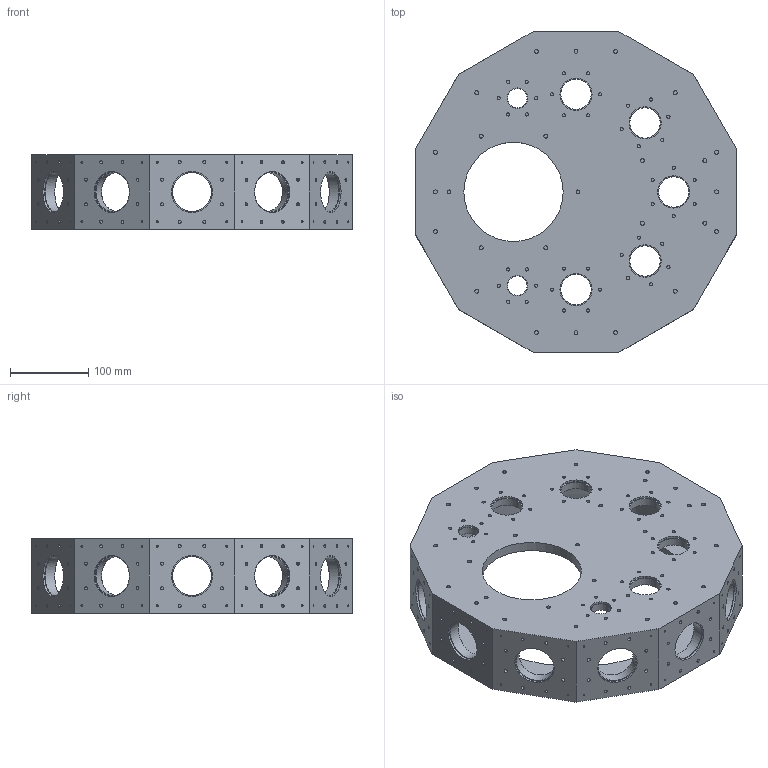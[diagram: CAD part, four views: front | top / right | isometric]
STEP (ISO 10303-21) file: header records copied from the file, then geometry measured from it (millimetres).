
FILE_DESCRIPTION(('FreeCAD Model'),'2;1');
FILE_NAME('fc_collar.step','2021-02-22T18:15:49',('SaeWoo Nam'),('NIST'), 'Open CASCADE STEP processor 7.3','FreeCAD','Unknown');
FILE_SCHEMA(('AUTOMOTIVE_DESIGN { 1 0 10303 214 1 1 1 1 }'));
Length unit declared in the file: millimetre
Products named in the file (1): collar
Bounding box: 410.52 x 410.52 x 95.25 mm (x, y, z)
Volume: 3452951.4 mm3; surface area: 556029.1 mm2
Topology: 1 solids, 1 shells, 561 faces, 889 edges, 593 vertices
Faces by surface type: cylinder 283, plane 278
Full cylindrical faces by diameter (mm): 2.261 x65, 4.039 x138, 5 x6, 5.105 x20, 8.5 x12, 24.892 x2, 26.2 x2, 38.862 x5, 41.2 x5, 50.038 x12, 52.324 x12, 127 x1, 311.632 x1, 318.008 x1, 380 x1
Entity records: 14557 total; most frequent: CARTESIAN_POINT 3542, DIRECTION 2554, ORIENTED_EDGE 1778, AXIS2_PLACEMENT_3D 1117, EDGE_CURVE 889, FACE_BOUND 864, EDGE_LOOP 864, VERTEX_POINT 593
